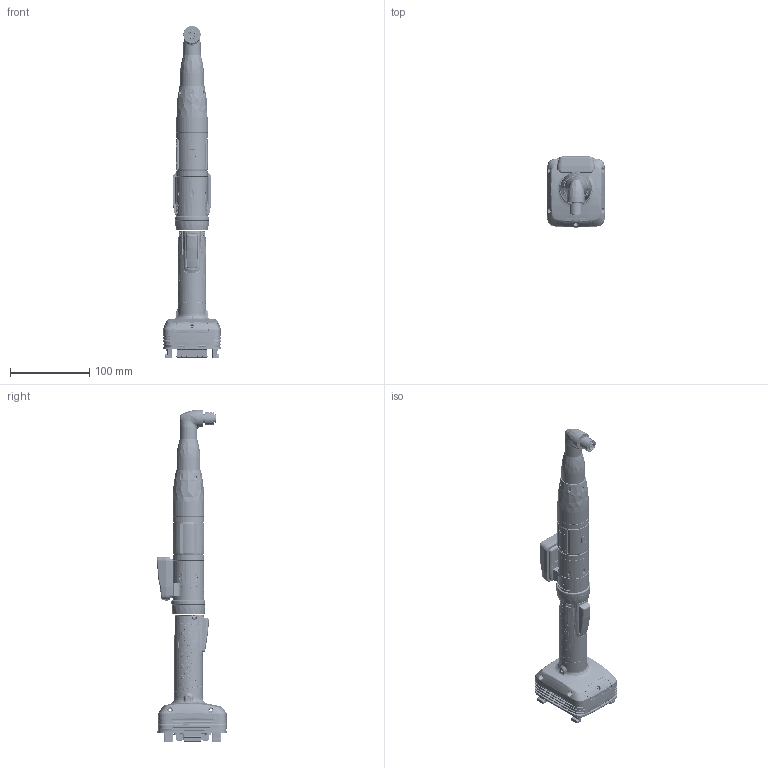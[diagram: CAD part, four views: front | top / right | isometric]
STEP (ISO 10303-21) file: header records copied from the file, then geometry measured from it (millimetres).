
FILE_DESCRIPTION((''),'2;1');
FILE_NAME('EXT_COMP_SW0016','2022-12-26T20:42:11',('INEdipo'),(''),'CREO PARAMETRIC BY PTC INC, 2020281','CREO PARAMETRIC BY PTC INC, 2020281','');
FILE_SCHEMA(('CONFIG_CONTROL_DESIGN'));
Products named in the file (1): EXT_COMP_SW0016
Bounding box: 74.5 x 89.52 x 420.1 mm (x, y, z)
Volume: 445850.1 mm3; surface area: 180563.1 mm2
Topology: 9 solids, 20 shells, 12865 faces, 33135 edges, 20675 vertices
Faces by surface type: plane 4558, bspline 2996, cylinder 2680, extrusion 1442, cone 484, torus 457, sphere 229, revolution 19
Entity records: 619983 total; most frequent: CARTESIAN_POINT 342577, ORIENTED_EDGE 66196, DIRECTION 43157, EDGE_CURVE 33098, VERTEX_POINT 20675, B_SPLINE_CURVE_WITH_KNOTS 15385, VECTOR 14912, AXIS2_PLACEMENT_3D 14113
